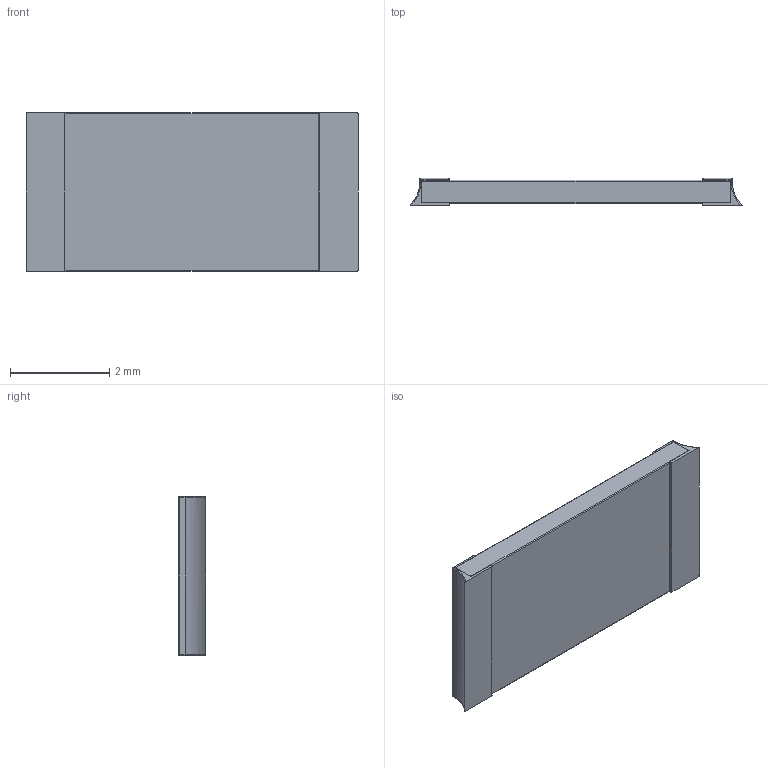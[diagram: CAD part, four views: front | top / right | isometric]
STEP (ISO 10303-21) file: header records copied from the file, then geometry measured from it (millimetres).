
FILE_DESCRIPTION (( 'STEP AP214' ), '1' );
FILE_NAME ('43B6BA05-EEAD-4499-BCEC-E975A74F047E.STEP', '2022-08-05T08:52:03', ( '' ), ( '' ), 'SwSTEP 2.0', 'SolidWorks 2022', '' );
FILE_SCHEMA (( 'AUTOMOTIVE_DESIGN' ));
Length unit declared in the file: millimetre
Products named in the file (1): 43B6BA05-EEAD-4499-BCEC-E975A74F047E
Bounding box: 6.7 x 0.55 x 3.2 mm (x, y, z)
Volume: 10 mm3; surface area: 51.8 mm2
Topology: 1 solids, 1 shells, 50 faces, 128 edges, 76 vertices
Faces by surface type: plane 22, cylinder 18, bspline 6, sphere 4
Entity records: 2190 total; most frequent: CARTESIAN_POINT 507, ORIENTED_EDGE 248, DIRECTION 226, EDGE_CURVE 124, AXIS2_PLACEMENT_3D 77, VERTEX_POINT 76, VECTOR 72, LINE 72
